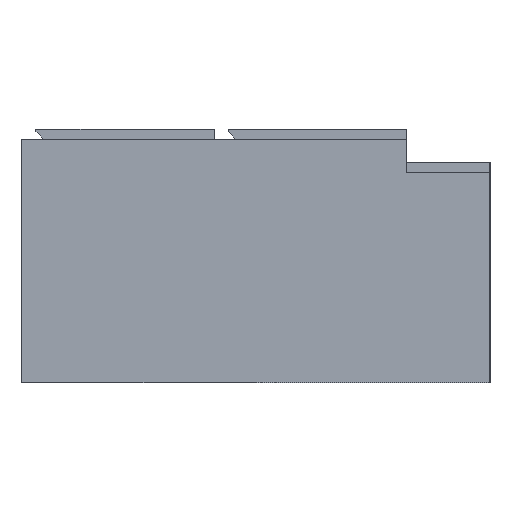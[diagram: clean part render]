
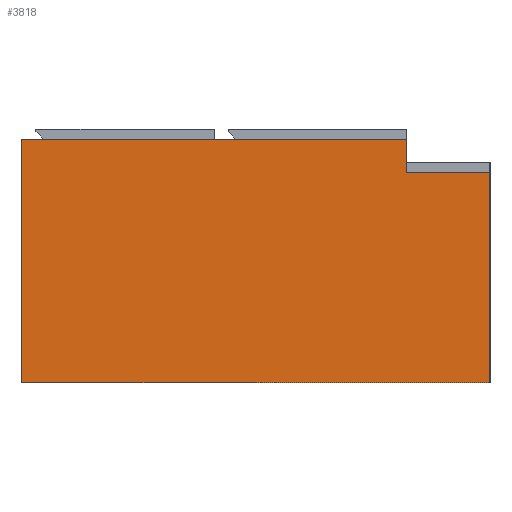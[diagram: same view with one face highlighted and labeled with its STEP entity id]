
A CAD part, left-side view. The second image highlights one B-rep face of the part: STEP entity #3818.
In plain terms, the highlighted planar face has unit normal (-1, 0, 0).
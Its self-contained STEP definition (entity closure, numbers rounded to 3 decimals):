
#121 = VERTEX_POINT ( 'NONE', #6242 ) ;
#161 = ORIENTED_EDGE ( 'NONE', *, *, #636, .F. ) ;
#636 = EDGE_CURVE ( 'NONE', #6257, #2230, #6052, .T. ) ;
#780 = CARTESIAN_POINT ( 'NONE',  ( 0., 0., 0. ) ) ;
#1031 = LINE ( 'NONE', #4403, #1255 ) ;
#1083 = DIRECTION ( 'NONE',  ( 0., 0., -1. ) ) ;
#1106 = EDGE_CURVE ( 'NONE', #1991, #6257, #1887, .T. ) ;
#1126 = CARTESIAN_POINT ( 'NONE',  ( 0., 0., 0. ) ) ;
#1228 = AXIS2_PLACEMENT_3D ( 'NONE', #780, #3387, #2895 ) ;
#1255 = VECTOR ( 'NONE', #2314, 1000. ) ;
#1382 = FACE_OUTER_BOUND ( 'NONE', #4711, .T. ) ;
#1499 = ORIENTED_EDGE ( 'NONE', *, *, #4878, .F. ) ;
#1887 = LINE ( 'NONE', #2817, #5671 ) ;
#1991 = VERTEX_POINT ( 'NONE', #6493 ) ;
#2088 = EDGE_CURVE ( 'NONE', #121, #1991, #3210, .T. ) ;
#2185 = CARTESIAN_POINT ( 'NONE',  ( 0., 150., 60. ) ) ;
#2230 = VERTEX_POINT ( 'NONE', #3846 ) ;
#2296 = VECTOR ( 'NONE', #3688, 1000. ) ;
#2314 = DIRECTION ( 'NONE',  ( 0., -1., 0. ) ) ;
#2322 = CARTESIAN_POINT ( 'NONE',  ( 0., 840., 60. ) ) ;
#2620 = CARTESIAN_POINT ( 'NONE',  ( 0., 0., -377. ) ) ;
#2775 = DIRECTION ( 'NONE',  ( 0., 0., 1. ) ) ;
#2817 = CARTESIAN_POINT ( 'NONE',  ( 0., 840., -377. ) ) ;
#2895 = DIRECTION ( 'NONE',  ( 0., 0., 1. ) ) ;
#3177 = EDGE_CURVE ( 'NONE', #2230, #4184, #1031, .T. ) ;
#3210 = LINE ( 'NONE', #2620, #4562 ) ;
#3254 = CARTESIAN_POINT ( 'NONE',  ( 0., 840., -377. ) ) ;
#3264 = LINE ( 'NONE', #1126, #4532 ) ;
#3387 = DIRECTION ( 'NONE',  ( -1., 0., 0. ) ) ;
#3450 = ORIENTED_EDGE ( 'NONE', *, *, #3177, .F. ) ;
#3460 = CARTESIAN_POINT ( 'NONE',  ( 0., 150., 0. ) ) ;
#3688 = DIRECTION ( 'NONE',  ( 0., 0., -1. ) ) ;
#3818 = ADVANCED_FACE ( 'NONE', ( #1382 ), #4895, .T. ) ;
#3846 = CARTESIAN_POINT ( 'NONE',  ( 0., 840., 60. ) ) ;
#4184 = VERTEX_POINT ( 'NONE', #2185 ) ;
#4254 = ORIENTED_EDGE ( 'NONE', *, *, #2088, .F. ) ;
#4354 = ORIENTED_EDGE ( 'NONE', *, *, #4921, .F. ) ;
#4403 = CARTESIAN_POINT ( 'NONE',  ( 0., 150., 60. ) ) ;
#4532 = VECTOR ( 'NONE', #6186, 1000. ) ;
#4551 = VERTEX_POINT ( 'NONE', #3460 ) ;
#4562 = VECTOR ( 'NONE', #1083, 1000. ) ;
#4711 = EDGE_LOOP ( 'NONE', ( #4254, #4354, #1499, #3450, #161, #5258 ) ) ;
#4871 = DIRECTION ( 'NONE',  ( 0., 1., 0. ) ) ;
#4878 = EDGE_CURVE ( 'NONE', #4184, #4551, #5160, .T. ) ;
#4895 = PLANE ( 'NONE',  #1228 ) ;
#4921 = EDGE_CURVE ( 'NONE', #4551, #121, #3264, .T. ) ;
#5009 = VECTOR ( 'NONE', #2775, 1000. ) ;
#5160 = LINE ( 'NONE', #6165, #2296 ) ;
#5258 = ORIENTED_EDGE ( 'NONE', *, *, #1106, .F. ) ;
#5671 = VECTOR ( 'NONE', #4871, 1000. ) ;
#6052 = LINE ( 'NONE', #2322, #5009 ) ;
#6165 = CARTESIAN_POINT ( 'NONE',  ( 0., 150., 0. ) ) ;
#6186 = DIRECTION ( 'NONE',  ( 0., -1., 0. ) ) ;
#6242 = CARTESIAN_POINT ( 'NONE',  ( 0., 0., 0. ) ) ;
#6257 = VERTEX_POINT ( 'NONE', #3254 ) ;
#6493 = CARTESIAN_POINT ( 'NONE',  ( 0., 0., -377. ) ) ;
